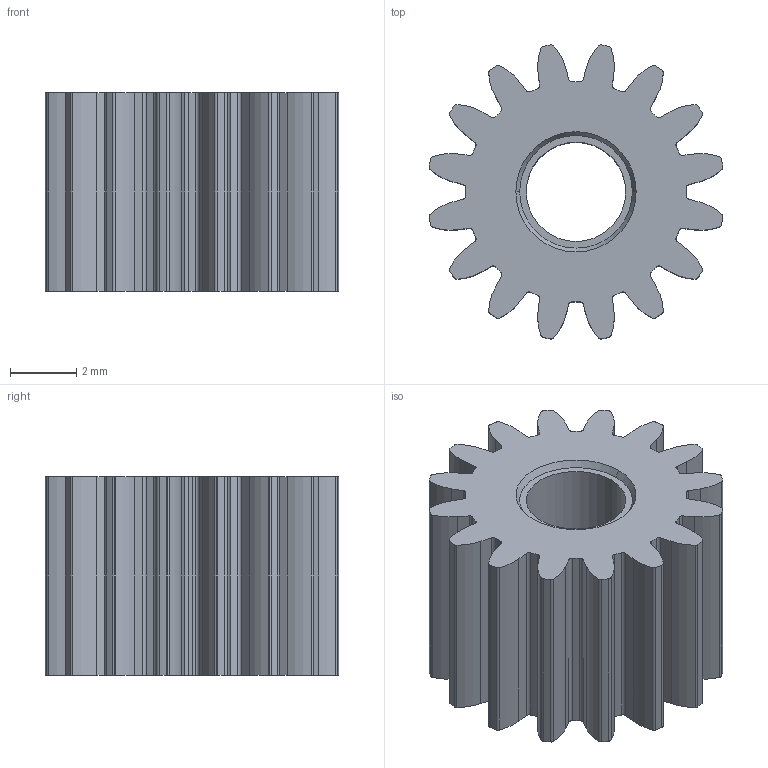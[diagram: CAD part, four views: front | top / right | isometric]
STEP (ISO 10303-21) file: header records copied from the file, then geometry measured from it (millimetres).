
FILE_DESCRIPTION (( 'STEP AP203' ), '1' );
FILE_NAME ('Gear00720.step', '2018-04-19T05:20:33', ( '' ), ( '' ), 'SwSTEP 2.0', 'SolidWorks 2012', '' );
FILE_SCHEMA (( 'CONFIG_CONTROL_DESIGN' ));
Length unit declared in the file: millimetre
Products named in the file (1): Gear00720
Bounding box: 8.87 x 8.87 x 6 mm (x, y, z)
Volume: 249.2 mm3; surface area: 443 mm2
Topology: 1 solids, 1 shells, 185 faces, 543 edges, 362 vertices
Faces by surface type: cylinder 113, plane 36, bspline 32, cone 4
Entity records: 6652 total; most frequent: CARTESIAN_POINT 1635, ORIENTED_EDGE 1086, DIRECTION 1021, EDGE_CURVE 543, AXIS2_PLACEMENT_3D 388, VERTEX_POINT 362, VECTOR 245, LINE 245
